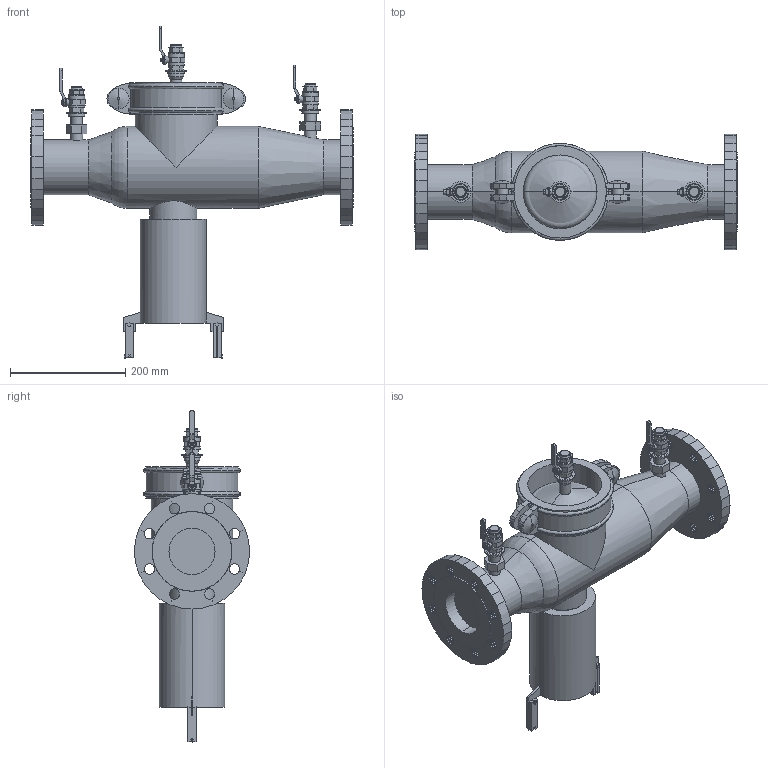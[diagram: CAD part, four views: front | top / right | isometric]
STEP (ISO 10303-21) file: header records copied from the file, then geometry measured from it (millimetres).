
FILE_DESCRIPTION(('no description'),'unknown implementation level');
FILE_NAME('VDI3805_BA298I-80FA_3D.stp',' ',('pit-cup GmbH'),('ccLab - KiM Gmbh - www.kimweb.de'),'unknown preprocess','ACIS','unknown authorization');
FILE_SCHEMA(('automotive_design'));
Length unit declared in the file: millimetre
Products named in the file (3): 1; 2; 3
Bounding box: 559 x 200 x 575.39 mm (x, y, z)
Volume: 9795664.4 mm3; surface area: 677143.8 mm2
Topology: 3 solids, 6 shells, 1550 faces, 4554 edges, 2957 vertices
Faces by surface type: plane 1314, cylinder 142, torus 66, cone 28
Entity records: 103581 total; most frequent: CARTESIAN_POINT 11608, ORIENTED_EDGE 9164, STYLED_ITEM 9064, PRESENTATION_STYLE_ASSIGNMENT 9064, COLOUR_RGB 9064, DIRECTION 8210, EDGE_CURVE 4554, CURVE_STYLE 4554
